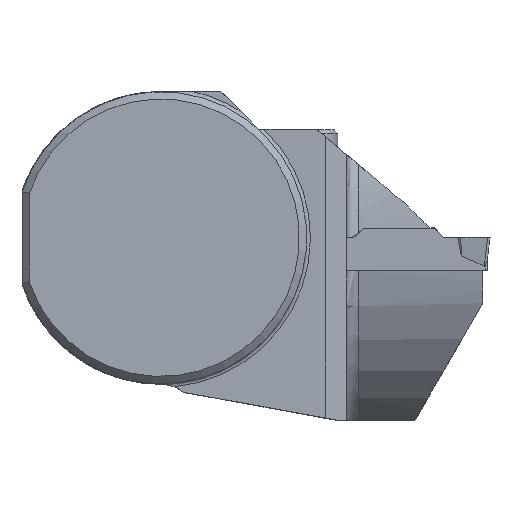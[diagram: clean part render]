
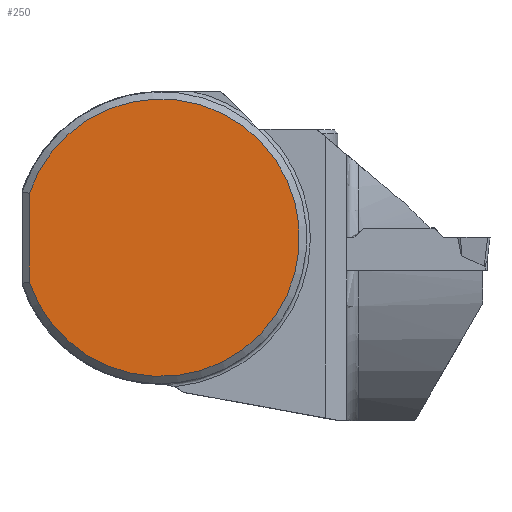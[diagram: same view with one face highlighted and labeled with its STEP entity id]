
A CAD part, top view. The second image highlights one B-rep face of the part: STEP entity #250.
In plain terms, the highlighted planar face has unit normal (0, 0, 1).
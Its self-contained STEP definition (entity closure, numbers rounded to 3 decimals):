
#140=FACE_OUTER_BOUND('',#380,.T.);
#217=CIRCLE('',#1655,19.);
#250=ADVANCED_FACE('',(#140),#323,.F.);
#323=PLANE('',#1656);
#380=EDGE_LOOP('',(#598,#599));
#598=ORIENTED_EDGE('',*,*,#1159,.F.);
#599=ORIENTED_EDGE('',*,*,#1160,.T.);
#1006=VERTEX_POINT('',#2396);
#1007=VERTEX_POINT('',#2397);
#1159=EDGE_CURVE('',#1006,#1007,#1335,.T.);
#1160=EDGE_CURVE('',#1006,#1007,#217,.T.);
#1335=LINE('',#2395,#1463);
#1463=VECTOR('',#1882,1.);
#1655=AXIS2_PLACEMENT_3D('',#2398,#1883,#1884);
#1656=AXIS2_PLACEMENT_3D('',#2399,#1885,#1886);
#1882=DIRECTION('',(0.,1.,0.));
#1883=DIRECTION('',(0.,0.,1.));
#1884=DIRECTION('',(1.,0.,0.));
#1885=DIRECTION('',(0.,0.,-1.));
#1886=DIRECTION('',(1.,0.,0.));
#2395=CARTESIAN_POINT('',(-18.,0.,0.325));
#2396=CARTESIAN_POINT('',(-18.,-6.083,0.325));
#2397=CARTESIAN_POINT('',(-18.,6.083,0.325));
#2398=CARTESIAN_POINT('',(0.,0.,0.325));
#2399=CARTESIAN_POINT('',(0.,0.,0.325));
